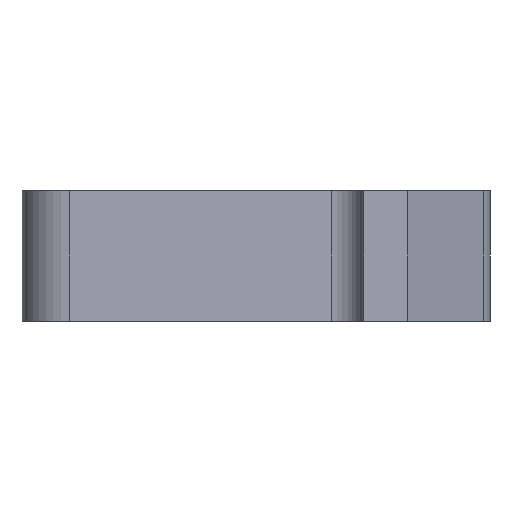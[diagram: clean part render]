
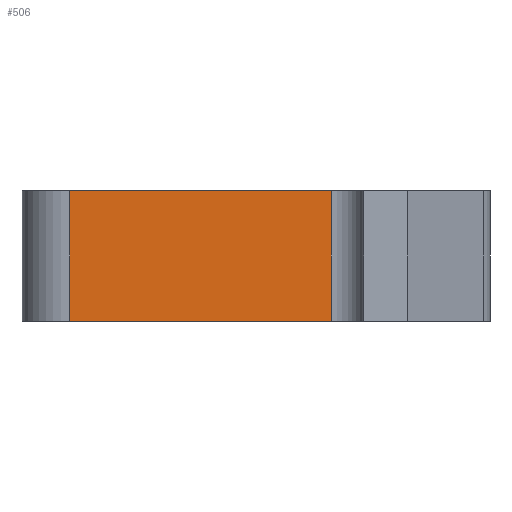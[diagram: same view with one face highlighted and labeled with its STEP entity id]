
A CAD part, left-side view. The second image highlights one B-rep face of the part: STEP entity #506.
In plain terms, the highlighted planar face has unit normal (-1, 0, 0).
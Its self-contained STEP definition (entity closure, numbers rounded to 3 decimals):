
#118 = LINE ( 'NONE', #1329, #727 ) ;
#184 = PLANE ( 'NONE',  #1168 ) ;
#190 = CARTESIAN_POINT ( 'NONE',  ( -2.5, 0.55, -3. ) ) ;
#200 = CARTESIAN_POINT ( 'NONE',  ( -2.5, -11.5, 3. ) ) ;
#207 = VERTEX_POINT ( 'NONE', #200 ) ;
#244 = CARTESIAN_POINT ( 'NONE',  ( -2.5, -11.5, 3. ) ) ;
#251 = LINE ( 'NONE', #244, #344 ) ;
#344 = VECTOR ( 'NONE', #1239, 1000. ) ;
#372 = DIRECTION ( 'NONE',  ( 1., 0., 0. ) ) ;
#421 = ORIENTED_EDGE ( 'NONE', *, *, #1265, .F. ) ;
#433 = VECTOR ( 'NONE', #1339, 1000. ) ;
#441 = LINE ( 'NONE', #565, #433 ) ;
#483 = VERTEX_POINT ( 'NONE', #190 ) ;
#494 = VERTEX_POINT ( 'NONE', #497 ) ;
#497 = CARTESIAN_POINT ( 'NONE',  ( -2.5, -11.5, -3. ) ) ;
#506 = ADVANCED_FACE ( 'NONE', ( #1178 ), #184, .F. ) ;
#511 = CARTESIAN_POINT ( 'NONE',  ( -2.5, 0.55, 3. ) ) ;
#531 = ORIENTED_EDGE ( 'NONE', *, *, #1244, .T. ) ;
#565 = CARTESIAN_POINT ( 'NONE',  ( -2.5, 2.75, 3. ) ) ;
#616 = EDGE_CURVE ( 'NONE', #932, #483, #118, .T. ) ;
#632 = CARTESIAN_POINT ( 'NONE',  ( -2.5, 2.75, 3. ) ) ;
#727 = VECTOR ( 'NONE', #775, 1000. ) ;
#775 = DIRECTION ( 'NONE',  ( 0., 0., -1. ) ) ;
#826 = DIRECTION ( 'NONE',  ( 0., -1., 0. ) ) ;
#869 = EDGE_CURVE ( 'NONE', #483, #494, #1270, .T. ) ;
#905 = ORIENTED_EDGE ( 'NONE', *, *, #616, .T. ) ;
#932 = VERTEX_POINT ( 'NONE', #511 ) ;
#967 = EDGE_LOOP ( 'NONE', ( #1366, #531, #421, #905 ) ) ;
#1077 = DIRECTION ( 'NONE',  ( 0., 1., 0. ) ) ;
#1168 = AXIS2_PLACEMENT_3D ( 'NONE', #632, #372, #1077 ) ;
#1178 = FACE_OUTER_BOUND ( 'NONE', #967, .T. ) ;
#1185 = VECTOR ( 'NONE', #826, 1000. ) ;
#1239 = DIRECTION ( 'NONE',  ( 0., 0., 1. ) ) ;
#1244 = EDGE_CURVE ( 'NONE', #494, #207, #251, .T. ) ;
#1265 = EDGE_CURVE ( 'NONE', #932, #207, #441, .T. ) ;
#1270 = LINE ( 'NONE', #1277, #1185 ) ;
#1277 = CARTESIAN_POINT ( 'NONE',  ( -2.5, 2.75, -3. ) ) ;
#1329 = CARTESIAN_POINT ( 'NONE',  ( -2.5, 0.55, 3. ) ) ;
#1339 = DIRECTION ( 'NONE',  ( 0., -1., 0. ) ) ;
#1366 = ORIENTED_EDGE ( 'NONE', *, *, #869, .T. ) ;
